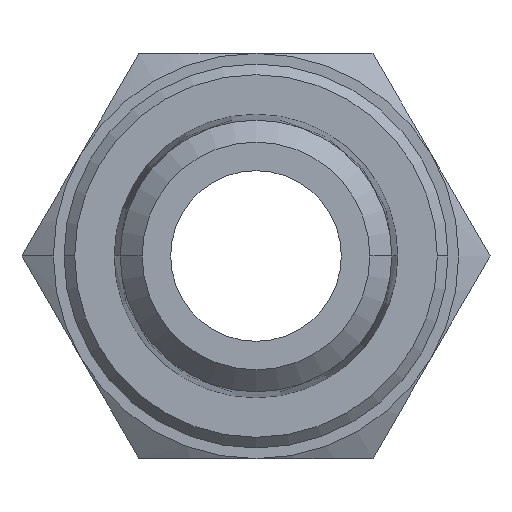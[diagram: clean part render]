
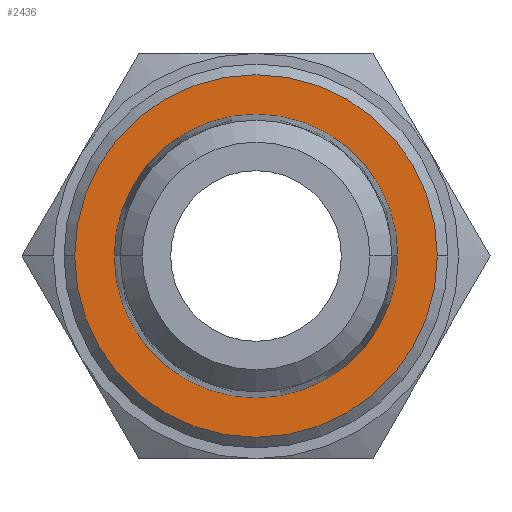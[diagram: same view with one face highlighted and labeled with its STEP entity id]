
A CAD part, front view. The second image highlights one B-rep face of the part: STEP entity #2436.
In plain terms, the highlighted planar face has unit normal (0, -1, 0).
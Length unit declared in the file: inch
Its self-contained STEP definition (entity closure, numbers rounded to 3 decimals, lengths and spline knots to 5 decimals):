
#8 = DIRECTION ( 'NONE',  ( -1., 0., 0. ) ) ;
#182 = FACE_OUTER_BOUND ( 'NONE', #736, .T. ) ;
#282 = AXIS2_PLACEMENT_3D ( 'NONE', #521, #1886, #722 ) ;
#289 = EDGE_CURVE ( 'NONE', #1579, #2532, #1992, .T. ) ;
#316 = EDGE_CURVE ( 'NONE', #1163, #1271, #1990, .T. ) ;
#362 = DIRECTION ( 'NONE',  ( 0., -1., 0. ) ) ;
#395 = FACE_BOUND ( 'NONE', #687, .T. ) ;
#521 = CARTESIAN_POINT ( 'NONE',  ( 0., 0.3937, 0. ) ) ;
#565 = PLANE ( 'NONE',  #1292 ) ;
#636 = AXIS2_PLACEMENT_3D ( 'NONE', #2252, #2247, #2241 ) ;
#687 = EDGE_LOOP ( 'NONE', ( #1635, #2566 ) ) ;
#722 = DIRECTION ( 'NONE',  ( -1., 0., 0. ) ) ;
#736 = EDGE_LOOP ( 'NONE', ( #1065, #1145 ) ) ;
#758 = AXIS2_PLACEMENT_3D ( 'NONE', #2190, #2174, #2171 ) ;
#1065 = ORIENTED_EDGE ( 'NONE', *, *, #2336, .T. ) ;
#1145 = ORIENTED_EDGE ( 'NONE', *, *, #316, .T. ) ;
#1163 = VERTEX_POINT ( 'NONE', #1410 ) ;
#1196 = DIRECTION ( 'NONE',  ( 0., -1., 0. ) ) ;
#1271 = VERTEX_POINT ( 'NONE', #1370 ) ;
#1292 = AXIS2_PLACEMENT_3D ( 'NONE', #1544, #362, #1742 ) ;
#1348 = EDGE_CURVE ( 'NONE', #2532, #1579, #1671, .T. ) ;
#1370 = CARTESIAN_POINT ( 'NONE',  ( -0.33465, 0.3937, 0. ) ) ;
#1410 = CARTESIAN_POINT ( 'NONE',  ( 0.33465, 0.3937, 0. ) ) ;
#1544 = CARTESIAN_POINT ( 'NONE',  ( -0.29823, 0.3937, 0. ) ) ;
#1579 = VERTEX_POINT ( 'NONE', #1658 ) ;
#1635 = ORIENTED_EDGE ( 'NONE', *, *, #1348, .F. ) ;
#1658 = CARTESIAN_POINT ( 'NONE',  ( 0.26181, 0.3937, 0. ) ) ;
#1671 = CIRCLE ( 'NONE', #2313, 0.26181 ) ;
#1742 = DIRECTION ( 'NONE',  ( 1., 0., 0. ) ) ;
#1886 = DIRECTION ( 'NONE',  ( 0., -1., 0. ) ) ;
#1990 = CIRCLE ( 'NONE', #758, 0.33465 ) ;
#1992 = CIRCLE ( 'NONE', #636, 0.26181 ) ;
#2171 = DIRECTION ( 'NONE',  ( -1., 0., 0. ) ) ;
#2174 = DIRECTION ( 'NONE',  ( 0., -1., 0. ) ) ;
#2190 = CARTESIAN_POINT ( 'NONE',  ( 0., 0.3937, 0. ) ) ;
#2241 = DIRECTION ( 'NONE',  ( -1., 0., 0. ) ) ;
#2247 = DIRECTION ( 'NONE',  ( 0., -1., 0. ) ) ;
#2252 = CARTESIAN_POINT ( 'NONE',  ( 0., 0.3937, 0. ) ) ;
#2313 = AXIS2_PLACEMENT_3D ( 'NONE', #2395, #1196, #8 ) ;
#2336 = EDGE_CURVE ( 'NONE', #1271, #1163, #2538, .T. ) ;
#2395 = CARTESIAN_POINT ( 'NONE',  ( 0., 0.3937, 0. ) ) ;
#2436 = ADVANCED_FACE ( 'NONE', ( #395, #182 ), #565, .T. ) ;
#2532 = VERTEX_POINT ( 'NONE', #2556 ) ;
#2538 = CIRCLE ( 'NONE', #282, 0.33465 ) ;
#2556 = CARTESIAN_POINT ( 'NONE',  ( -0.26181, 0.3937, 0. ) ) ;
#2566 = ORIENTED_EDGE ( 'NONE', *, *, #289, .F. ) ;
